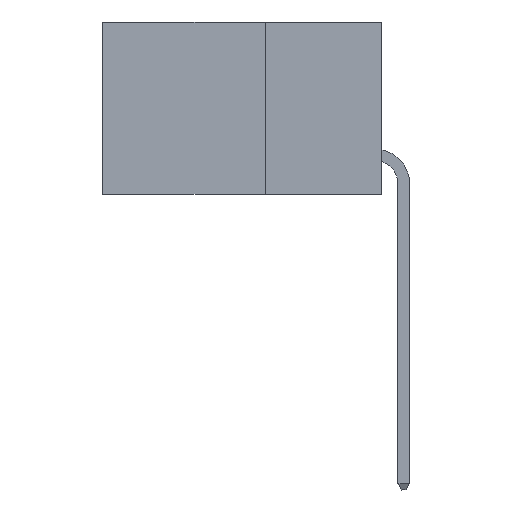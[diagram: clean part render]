
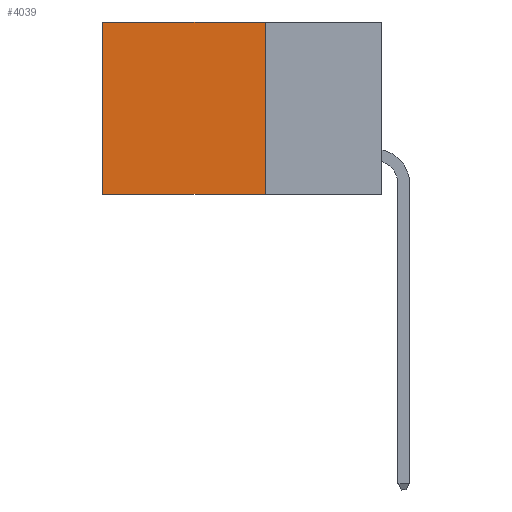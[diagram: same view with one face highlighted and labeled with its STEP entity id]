
A CAD part, left-side view. The second image highlights one B-rep face of the part: STEP entity #4039.
In plain terms, the highlighted planar face has unit normal (-1, 0, 0).
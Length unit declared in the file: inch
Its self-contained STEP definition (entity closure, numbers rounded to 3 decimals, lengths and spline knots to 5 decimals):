
#683 = DIRECTION ( 'NONE',  ( 0., 0., -1. ) ) ;
#1550 = VECTOR ( 'NONE', #3663, 39.37008 ) ;
#2093 = FACE_OUTER_BOUND ( 'NONE', #4854, .T. ) ;
#2425 = EDGE_CURVE ( 'NONE', #11482, #9553, #9599, .T. ) ;
#2808 = ORIENTED_EDGE ( 'NONE', *, *, #2425, .F. ) ;
#2910 = LINE ( 'NONE', #11613, #7215 ) ;
#3663 = DIRECTION ( 'NONE',  ( 0., 1., 0. ) ) ;
#3753 = AXIS2_PLACEMENT_3D ( 'NONE', #10997, #11877, #6592 ) ;
#4039 = ADVANCED_FACE ( 'NONE', ( #2093 ), #10135, .F. ) ;
#4307 = VECTOR ( 'NONE', #9168, 39.37008 ) ;
#4758 = CARTESIAN_POINT ( 'NONE',  ( 0.2875, 0.25, 0. ) ) ;
#4854 = EDGE_LOOP ( 'NONE', ( #7128, #9518, #2808, #7699 ) ) ;
#4896 = LINE ( 'NONE', #8234, #4307 ) ;
#5110 = CARTESIAN_POINT ( 'NONE',  ( 0.2875, 0.6, 0. ) ) ;
#5368 = CARTESIAN_POINT ( 'NONE',  ( 0.2875, 0.25, 0. ) ) ;
#6592 = DIRECTION ( 'NONE',  ( 0., 0., -1. ) ) ;
#7081 = CARTESIAN_POINT ( 'NONE',  ( 0.2875, 0.25, -0.37 ) ) ;
#7128 = ORIENTED_EDGE ( 'NONE', *, *, #11547, .T. ) ;
#7215 = VECTOR ( 'NONE', #683, 39.37008 ) ;
#7666 = DIRECTION ( 'NONE',  ( 0., 0., -1. ) ) ;
#7699 = ORIENTED_EDGE ( 'NONE', *, *, #10307, .T. ) ;
#8234 = CARTESIAN_POINT ( 'NONE',  ( 0.2875, 0.25, -0.37 ) ) ;
#8518 = CARTESIAN_POINT ( 'NONE',  ( 0.2875, 0.6, -0.37 ) ) ;
#8635 = LINE ( 'NONE', #9070, #1550 ) ;
#8906 = VERTEX_POINT ( 'NONE', #5110 ) ;
#9070 = CARTESIAN_POINT ( 'NONE',  ( 0.2875, 0.25, 0. ) ) ;
#9168 = DIRECTION ( 'NONE',  ( 0., 1., 0. ) ) ;
#9237 = EDGE_CURVE ( 'NONE', #9553, #10570, #4896, .T. ) ;
#9518 = ORIENTED_EDGE ( 'NONE', *, *, #9237, .F. ) ;
#9553 = VERTEX_POINT ( 'NONE', #7081 ) ;
#9599 = LINE ( 'NONE', #4758, #11610 ) ;
#10135 = PLANE ( 'NONE',  #3753 ) ;
#10307 = EDGE_CURVE ( 'NONE', #11482, #8906, #8635, .T. ) ;
#10570 = VERTEX_POINT ( 'NONE', #8518 ) ;
#10997 = CARTESIAN_POINT ( 'NONE',  ( 0.2875, 0.25, 0. ) ) ;
#11482 = VERTEX_POINT ( 'NONE', #5368 ) ;
#11547 = EDGE_CURVE ( 'NONE', #8906, #10570, #2910, .T. ) ;
#11610 = VECTOR ( 'NONE', #7666, 39.37008 ) ;
#11613 = CARTESIAN_POINT ( 'NONE',  ( 0.2875, 0.6, 0. ) ) ;
#11877 = DIRECTION ( 'NONE',  ( 1., 0., 0. ) ) ;
